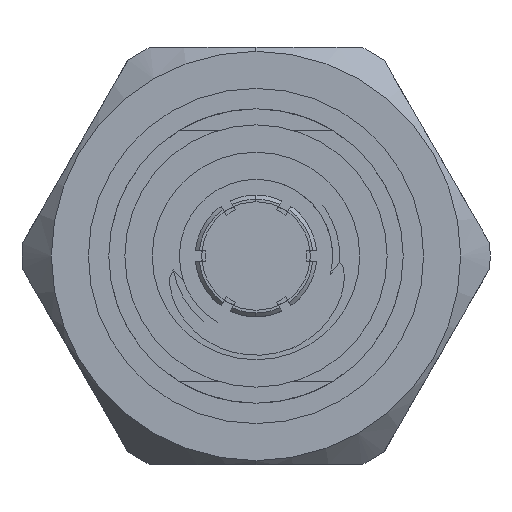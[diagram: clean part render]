
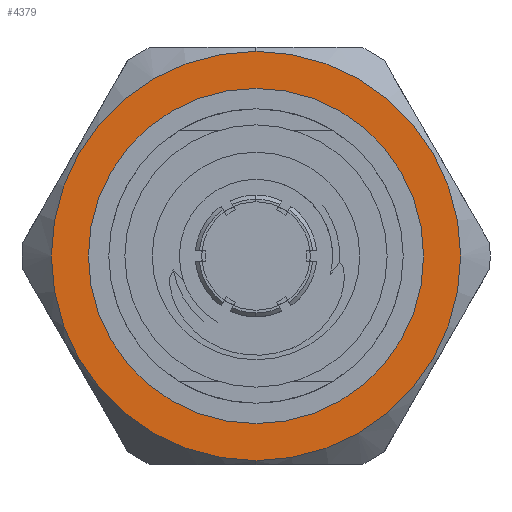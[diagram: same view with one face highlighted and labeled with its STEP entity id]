
A CAD part, left-side view. The second image highlights one B-rep face of the part: STEP entity #4379.
In plain terms, the highlighted face is planar.
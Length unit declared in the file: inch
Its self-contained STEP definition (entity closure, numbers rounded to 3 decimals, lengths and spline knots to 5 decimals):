
#212 = ORIENTED_EDGE ( 'NONE', *, *, #3724, .T. ) ;
#392 = DIRECTION ( 'NONE',  ( 0., 0., 1. ) ) ;
#692 = EDGE_CURVE ( 'NONE', #10162, #9541, #9692, .T. ) ;
#812 = CARTESIAN_POINT ( 'NONE',  ( 0.34608, 0., 0. ) ) ;
#834 = AXIS2_PLACEMENT_3D ( 'NONE', #1033, #4492, #10458 ) ;
#1033 = CARTESIAN_POINT ( 'NONE',  ( 0.34608, 0.1749, 0. ) ) ;
#1585 = AXIS2_PLACEMENT_3D ( 'NONE', #6279, #3682, #392 ) ;
#1664 = FACE_BOUND ( 'NONE', #5933, .T. ) ;
#1755 = CIRCLE ( 'NONE', #3198, 0.15293 ) ;
#2129 = CARTESIAN_POINT ( 'NONE',  ( 0.34608, 0., 0.15293 ) ) ;
#3198 = AXIS2_PLACEMENT_3D ( 'NONE', #7287, #9112, #9166 ) ;
#3521 = ORIENTED_EDGE ( 'NONE', *, *, #11069, .T. ) ;
#3682 = DIRECTION ( 'NONE',  ( -1., 0., 0. ) ) ;
#3724 = EDGE_CURVE ( 'NONE', #8696, #9555, #3760, .T. ) ;
#3760 = CIRCLE ( 'NONE', #1585, 0.12524 ) ;
#3924 = AXIS2_PLACEMENT_3D ( 'NONE', #812, #10234, #11137 ) ;
#4312 = EDGE_CURVE ( 'NONE', #9555, #8696, #5721, .T. ) ;
#4379 = ADVANCED_FACE ( 'NONE', ( #1664, #9494 ), #8865, .F. ) ;
#4405 = DIRECTION ( 'NONE',  ( 1., 0., 0. ) ) ;
#4427 = AXIS2_PLACEMENT_3D ( 'NONE', #8716, #4405, #6216 ) ;
#4492 = DIRECTION ( 'NONE',  ( -1., 0., 0. ) ) ;
#4681 = CARTESIAN_POINT ( 'NONE',  ( 0.34608, 0., 0.12524 ) ) ;
#5721 = CIRCLE ( 'NONE', #3924, 0.12524 ) ;
#5933 = EDGE_LOOP ( 'NONE', ( #9940, #212 ) ) ;
#6079 = ORIENTED_EDGE ( 'NONE', *, *, #692, .T. ) ;
#6216 = DIRECTION ( 'NONE',  ( 0., 0., -1. ) ) ;
#6279 = CARTESIAN_POINT ( 'NONE',  ( 0.34608, 0., 0. ) ) ;
#6729 = CARTESIAN_POINT ( 'NONE',  ( 0.34608, 0., -0.12524 ) ) ;
#7287 = CARTESIAN_POINT ( 'NONE',  ( 0.34608, 0., 0. ) ) ;
#8340 = EDGE_LOOP ( 'NONE', ( #6079, #3521 ) ) ;
#8555 = CARTESIAN_POINT ( 'NONE',  ( 0.34608, 0., -0.15293 ) ) ;
#8696 = VERTEX_POINT ( 'NONE', #6729 ) ;
#8716 = CARTESIAN_POINT ( 'NONE',  ( 0.34608, 0., 0. ) ) ;
#8865 = PLANE ( 'NONE',  #834 ) ;
#9112 = DIRECTION ( 'NONE',  ( 1., 0., 0. ) ) ;
#9166 = DIRECTION ( 'NONE',  ( 0., 0., -1. ) ) ;
#9494 = FACE_OUTER_BOUND ( 'NONE', #8340, .T. ) ;
#9541 = VERTEX_POINT ( 'NONE', #2129 ) ;
#9555 = VERTEX_POINT ( 'NONE', #4681 ) ;
#9692 = CIRCLE ( 'NONE', #4427, 0.15293 ) ;
#9940 = ORIENTED_EDGE ( 'NONE', *, *, #4312, .T. ) ;
#10162 = VERTEX_POINT ( 'NONE', #8555 ) ;
#10234 = DIRECTION ( 'NONE',  ( -1., 0., 0. ) ) ;
#10458 = DIRECTION ( 'NONE',  ( 0., 0., 1. ) ) ;
#11069 = EDGE_CURVE ( 'NONE', #9541, #10162, #1755, .T. ) ;
#11137 = DIRECTION ( 'NONE',  ( 0., 0., 1. ) ) ;
